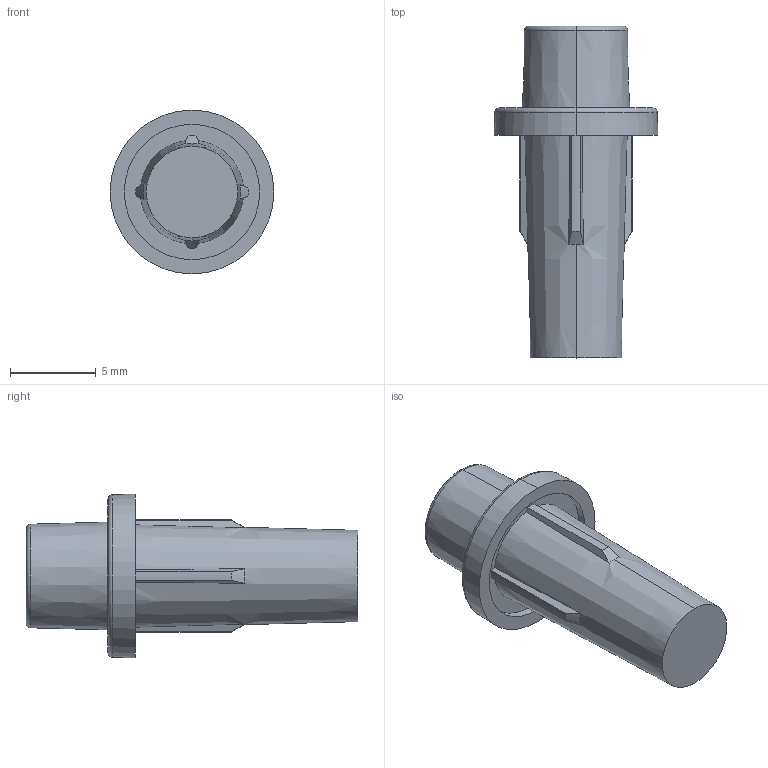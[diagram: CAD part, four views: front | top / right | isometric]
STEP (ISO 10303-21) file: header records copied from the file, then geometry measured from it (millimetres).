
FILE_DESCRIPTION((''),'2;1');
FILE_NAME('5151221F_SW0001','2022-05-16T15:40:33',('ldichoso'),(''),'CREO PARAMETRIC BY PTC INC, 2021304','CREO PARAMETRIC BY PTC INC, 2021304','');
FILE_SCHEMA(('CONFIG_CONTROL_DESIGN'));
Length unit declared in the file: inch
Products named in the file (1): 5151221F_SW0001
Bounding box: 9.53 x 19.3 x 9.53 mm (x, y, z)
Surface area: 531.9 mm2 (no closed solid volume)
Topology: 0 solids, 1 shells, 33 faces, 80 edges, 52 vertices
Faces by surface type: plane 13, cone 12, torus 4, cylinder 4
Entity records: 1070 total; most frequent: CARTESIAN_POINT 245, DIRECTION 170, ORIENTED_EDGE 160, EDGE_CURVE 80, AXIS2_PLACEMENT_3D 73, VERTEX_POINT 52, CIRCLE 40, EDGE_LOOP 36
